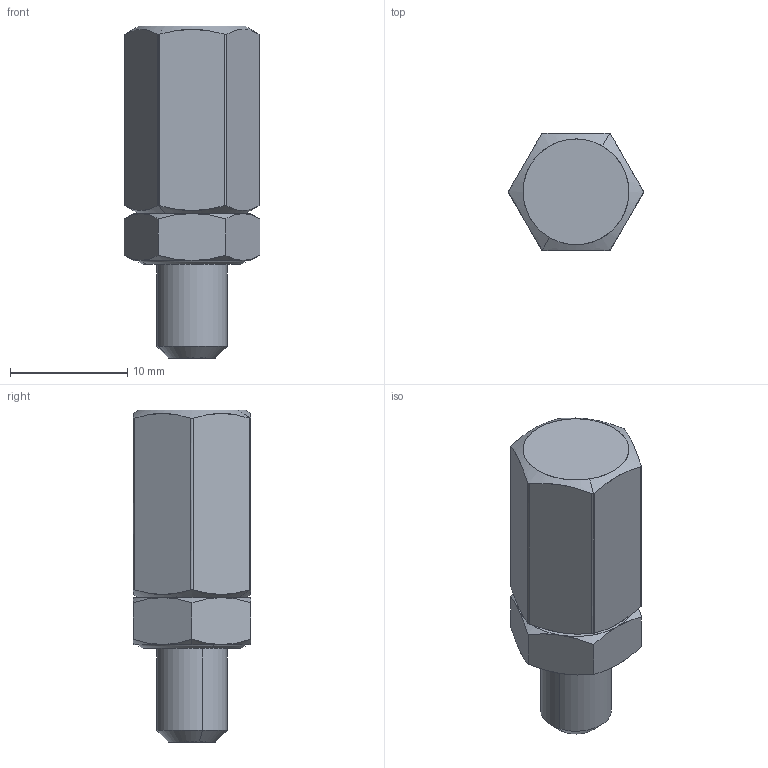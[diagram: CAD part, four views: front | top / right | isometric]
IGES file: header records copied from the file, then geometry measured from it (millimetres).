
Start section: SolidWorks IGES file using analytic representation for surfaces
Global section: file name: R27150008.igs; native system: SolidWorks 2014; preprocessor: SolidWorks 2014; author: serviziopdm; date: 141203.141151; units: millimetre
Bounding box: 11.55 x 10 x 28.27 mm (x, y, z)
Surface area: 2007.1 mm2 (no closed solid volume)
Topology: 0 solids, 0 shells, 80 faces, 920 edges, 920 vertices
Faces by surface type: revolution 45, bspline 35
